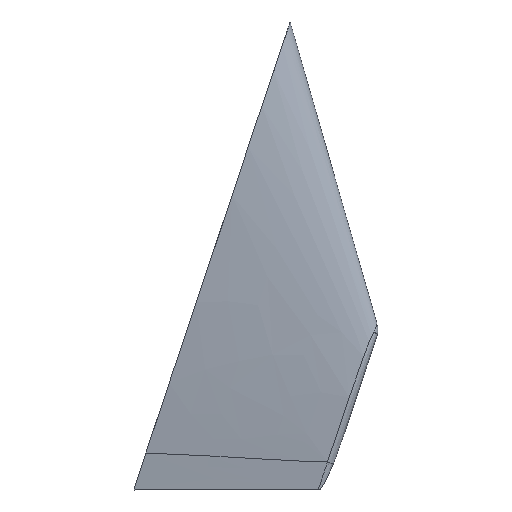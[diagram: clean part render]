
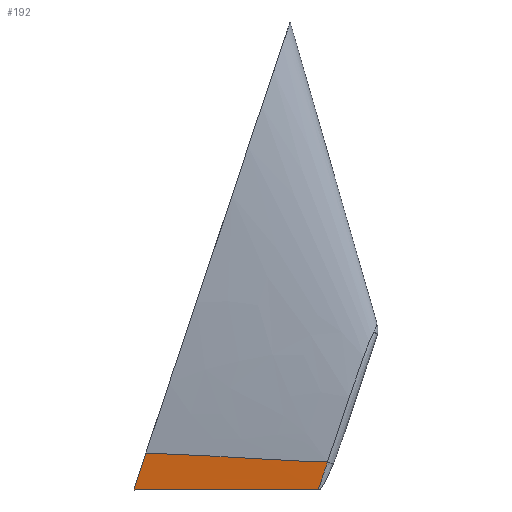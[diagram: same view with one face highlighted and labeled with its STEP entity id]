
A CAD part, left-side view. The second image highlights one B-rep face of the part: STEP entity #192.
In plain terms, the highlighted free-form (B-spline) face has degree [3, 3] with [4, 12] control points.
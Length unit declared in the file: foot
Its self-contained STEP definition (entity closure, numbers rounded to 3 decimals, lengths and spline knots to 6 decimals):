
#15=LINE('',#1477,#19);
#19=VECTOR('',#225,0.032808);
#35=FACE_OUTER_BOUND('',#47,.T.);
#47=EDGE_LOOP('',(#152,#153,#154,#155,#156,#157));
#59=B_SPLINE_CURVE_WITH_KNOTS('',3,(#380,#381,#382,#383),.UNSPECIFIED.,
 .F.,.F.,(4,4),(0.,0.757149),.UNSPECIFIED.);
#60=B_SPLINE_CURVE_WITH_KNOTS('',3,(#385,#386,#387,#388),.UNSPECIFIED.,
 .F.,.F.,(4,4),(0.757149,4.96705),.UNSPECIFIED.);
#70=B_SPLINE_CURVE_WITH_KNOTS('',3,(#1404,#1405,#1406,#1407,#1408,#1409,
#1410,#1411,#1412,#1413,#1414,#1415),.UNSPECIFIED.,.F.,.F.,(4,1,1,1,1,1,
1,1,1,4),(6.798612,10.672961,14.547309,22.296007,
30.044704,37.793401,41.667749,45.542098,53.290795,
56.480896),.UNSPECIFIED.);
#71=B_SPLINE_CURVE_WITH_KNOTS('',3,(#1466,#1467,#1468,#1469,#1470,#1471),
 .UNSPECIFIED.,.F.,.F.,(4,2,4),(0.,3.23767,6.263861),
 .UNSPECIFIED.);
#72=B_SPLINE_CURVE_WITH_KNOTS('',3,(#1473,#1474,#1475,#1476),
 .UNSPECIFIED.,.F.,.F.,(4,4),(6.037623,6.345179),
 .UNSPECIFIED.);
#79=VERTEX_POINT('',#336);
#81=VERTEX_POINT('',#379);
#82=VERTEX_POINT('',#384);
#88=VERTEX_POINT('',#820);
#89=VERTEX_POINT('',#1465);
#90=VERTEX_POINT('',#1472);
#99=EDGE_CURVE('',#79,#81,#59,.T.);
#100=EDGE_CURVE('',#81,#82,#60,.T.);
#112=EDGE_CURVE('',#79,#88,#70,.T.);
#113=EDGE_CURVE('',#88,#89,#71,.T.);
#114=EDGE_CURVE('',#90,#89,#72,.F.);
#115=EDGE_CURVE('',#82,#90,#15,.T.);
#152=ORIENTED_EDGE('',*,*,#99,.F.);
#153=ORIENTED_EDGE('',*,*,#112,.T.);
#154=ORIENTED_EDGE('',*,*,#113,.T.);
#155=ORIENTED_EDGE('',*,*,#114,.F.);
#156=ORIENTED_EDGE('',*,*,#115,.F.);
#157=ORIENTED_EDGE('',*,*,#100,.F.);
#183=B_SPLINE_SURFACE_WITH_KNOTS('',3,3,((#1417,#1418,#1419,#1420,#1421,
#1422,#1423,#1424,#1425,#1426,#1427,#1428),(#1429,#1430,#1431,#1432,#1433,
#1434,#1435,#1436,#1437,#1438,#1439,#1440),(#1441,#1442,#1443,#1444,#1445,
#1446,#1447,#1448,#1449,#1450,#1451,#1452),(#1453,#1454,#1455,#1456,#1457,
#1458,#1459,#1460,#1461,#1462,#1463,#1464)),.UNSPECIFIED.,.F.,.F.,.F.,(4,
4),(4,1,1,1,1,1,1,1,1,4),(0.,1.),(6.798612,10.672961,14.547309,
22.296007,30.044704,37.793401,41.667749,45.542098,
53.290795,61.039492),.UNSPECIFIED.);
#192=ADVANCED_FACE('',(#35),#183,.T.);
#225=DIRECTION('',(-0.002,1.,-0.001));
#336=CARTESIAN_POINT('',(-0.020631,-0.77232,-11.365464));
#379=CARTESIAN_POINT('',(-0.017721,-0.764459,-11.388917));
#380=CARTESIAN_POINT('Ctrl Pts',(-0.020631,-0.77232,
-11.365464));
#381=CARTESIAN_POINT('Ctrl Pts',(-0.019667,-0.769698,
-11.373286));
#382=CARTESIAN_POINT('Ctrl Pts',(-0.018698,-0.767077,
-11.381104));
#383=CARTESIAN_POINT('Ctrl Pts',(-0.017725,-0.764458,
-11.388917));
#384=CARTESIAN_POINT('',(-0.001242,-0.720862,-11.519041));
#385=CARTESIAN_POINT('Ctrl Pts',(-0.017725,-0.764458,
-11.388917));
#386=CARTESIAN_POINT('Ctrl Pts',(-0.012314,-0.749897,
-11.432362));
#387=CARTESIAN_POINT('Ctrl Pts',(-0.006776,-0.735384,
-11.475688));
#388=CARTESIAN_POINT('Ctrl Pts',(-0.001242,-0.720862,
-11.519041));
#820=CARTESIAN_POINT('',(-0.030717,0.225686,-11.317123));
#1404=CARTESIAN_POINT('Ctrl Pts',(-0.020631,-0.77232,
-11.365464));
#1405=CARTESIAN_POINT('Ctrl Pts',(-0.020659,-0.762583,
-11.36565));
#1406=CARTESIAN_POINT('Ctrl Pts',(-0.020769,-0.7408,
-11.365658));
#1407=CARTESIAN_POINT('Ctrl Pts',(-0.021157,-0.68689,
-11.364639));
#1408=CARTESIAN_POINT('Ctrl Pts',(-0.022027,-0.599491,
-11.360873));
#1409=CARTESIAN_POINT('Ctrl Pts',(-0.023635,-0.458277,
-11.352863));
#1410=CARTESIAN_POINT('Ctrl Pts',(-0.02537,-0.312376,
-11.343766));
#1411=CARTESIAN_POINT('Ctrl Pts',(-0.026811,-0.183398,
-11.336306));
#1412=CARTESIAN_POINT('Ctrl Pts',(-0.028187,-0.048228,
-11.329416));
#1413=CARTESIAN_POINT('Ctrl Pts',(-0.029431,0.089515,
-11.323476));
#1414=CARTESIAN_POINT('Ctrl Pts',(-0.030423,0.194733,
-11.318581));
#1415=CARTESIAN_POINT('Ctrl Pts',(-0.030717,0.225686,
-11.317122));
#1417=CARTESIAN_POINT('Ctrl Pts',(-0.000509,-1.06397,
-11.518608));
#1418=CARTESIAN_POINT('Ctrl Pts',(-0.000552,-1.04401,
-11.518633));
#1419=CARTESIAN_POINT('Ctrl Pts',(-0.000641,-1.002513,
-11.518686));
#1420=CARTESIAN_POINT('Ctrl Pts',(-0.000833,-0.912342,
-11.518799));
#1421=CARTESIAN_POINT('Ctrl Pts',(-0.001104,-0.785787,
-11.518959));
#1422=CARTESIAN_POINT('Ctrl Pts',(-0.001486,-0.606675,
-11.519185));
#1423=CARTESIAN_POINT('Ctrl Pts',(-0.00185,-0.436363,
-11.519401));
#1424=CARTESIAN_POINT('Ctrl Pts',(-0.002159,-0.291646,
-11.519583));
#1425=CARTESIAN_POINT('Ctrl Pts',(-0.002476,-0.14305,
-11.519771));
#1426=CARTESIAN_POINT('Ctrl Pts',(-0.002889,0.050401,
-11.520015));
#1427=CARTESIAN_POINT('Ctrl Pts',(-0.00323,0.209753,
-11.520216));
#1428=CARTESIAN_POINT('Ctrl Pts',(-0.003402,0.290315,
-11.520318));
#1429=CARTESIAN_POINT('Ctrl Pts',(-0.007037,-0.966753,
-11.467538));
#1430=CARTESIAN_POINT('Ctrl Pts',(-0.007084,-0.950201,
-11.467618));
#1431=CARTESIAN_POINT('Ctrl Pts',(-0.007198,-0.915275,
-11.467657));
#1432=CARTESIAN_POINT('Ctrl Pts',(-0.007485,-0.837191,
-11.467397));
#1433=CARTESIAN_POINT('Ctrl Pts',(-0.007979,-0.723688,
-11.466251));
#1434=CARTESIAN_POINT('Ctrl Pts',(-0.008787,-0.557209,
-11.463734));
#1435=CARTESIAN_POINT('Ctrl Pts',(-0.009613,-0.395034,
-11.460845));
#1436=CARTESIAN_POINT('Ctrl Pts',(-0.0103,-0.255563,
-11.458481));
#1437=CARTESIAN_POINT('Ctrl Pts',(-0.010971,-0.111442,
-11.456309));
#1438=CARTESIAN_POINT('Ctrl Pts',(-0.011787,0.077569,
-11.453883));
#1439=CARTESIAN_POINT('Ctrl Pts',(-0.012494,0.234182,
-11.451604));
#1440=CARTESIAN_POINT('Ctrl Pts',(-0.012852,0.31352,
-11.450436));
#1441=CARTESIAN_POINT('Ctrl Pts',(-0.013744,-0.869536,
-11.41649));
#1442=CARTESIAN_POINT('Ctrl Pts',(-0.013786,-0.856391,
-11.416623));
#1443=CARTESIAN_POINT('Ctrl Pts',(-0.013907,-0.828037,
-11.416648));
#1444=CARTESIAN_POINT('Ctrl Pts',(-0.014259,-0.76204,
-11.41601));
#1445=CARTESIAN_POINT('Ctrl Pts',(-0.014954,-0.661589,
-11.413556));
#1446=CARTESIAN_POINT('Ctrl Pts',(-0.016169,-0.507743,
-11.408293));
#1447=CARTESIAN_POINT('Ctrl Pts',(-0.017453,-0.353705,
-11.4023));
#1448=CARTESIAN_POINT('Ctrl Pts',(-0.018518,-0.219481,
-11.397388));
#1449=CARTESIAN_POINT('Ctrl Pts',(-0.019541,-0.079835,
-11.392857));
#1450=CARTESIAN_POINT('Ctrl Pts',(-0.020762,0.104737,
-11.38776));
#1451=CARTESIAN_POINT('Ctrl Pts',(-0.021838,0.25861,
-11.383003));
#1452=CARTESIAN_POINT('Ctrl Pts',(-0.022385,0.336726,
-11.380566));
#1453=CARTESIAN_POINT('Ctrl Pts',(-0.020631,-0.77232,
-11.365464));
#1454=CARTESIAN_POINT('Ctrl Pts',(-0.020659,-0.762583,
-11.36565));
#1455=CARTESIAN_POINT('Ctrl Pts',(-0.020769,-0.7408,
-11.365658));
#1456=CARTESIAN_POINT('Ctrl Pts',(-0.021157,-0.68689,
-11.364639));
#1457=CARTESIAN_POINT('Ctrl Pts',(-0.022027,-0.599491,
-11.360873));
#1458=CARTESIAN_POINT('Ctrl Pts',(-0.023635,-0.458277,
-11.352863));
#1459=CARTESIAN_POINT('Ctrl Pts',(-0.02537,-0.312376,
-11.343766));
#1460=CARTESIAN_POINT('Ctrl Pts',(-0.026811,-0.183398,
-11.336306));
#1461=CARTESIAN_POINT('Ctrl Pts',(-0.028187,-0.048228,
-11.329416));
#1462=CARTESIAN_POINT('Ctrl Pts',(-0.029814,0.131904,
-11.321649));
#1463=CARTESIAN_POINT('Ctrl Pts',(-0.031262,0.283038,
-11.314412));
#1464=CARTESIAN_POINT('Ctrl Pts',(-0.032,0.359931,
-11.310706));
#1465=CARTESIAN_POINT('',(-0.004747,0.290328,-11.510318));
#1466=CARTESIAN_POINT('Ctrl Pts',(-0.030717,0.225686,
-11.317123));
#1467=CARTESIAN_POINT('Ctrl Pts',(-0.026219,0.23683,
-11.350429));
#1468=CARTESIAN_POINT('Ctrl Pts',(-0.02174,0.247954,
-11.383676));
#1469=CARTESIAN_POINT('Ctrl Pts',(-0.01308,0.269511,
-11.448104));
#1470=CARTESIAN_POINT('Ctrl Pts',(-0.00891,0.279915,
-11.479199));
#1471=CARTESIAN_POINT('Ctrl Pts',(-0.004747,0.290328,
-11.510318));
#1472=CARTESIAN_POINT('',(-0.003402,0.290315,-11.520318));
#1473=CARTESIAN_POINT('Ctrl Pts',(-0.004747,0.290328,
-11.510318));
#1474=CARTESIAN_POINT('Ctrl Pts',(-0.004298,0.290324,
-11.513651));
#1475=CARTESIAN_POINT('Ctrl Pts',(-0.00385,0.290319,
-11.516985));
#1476=CARTESIAN_POINT('Ctrl Pts',(-0.003402,0.290315,
-11.520318));
#1477=CARTESIAN_POINT('',(-0.003402,0.290315,-11.520318));
